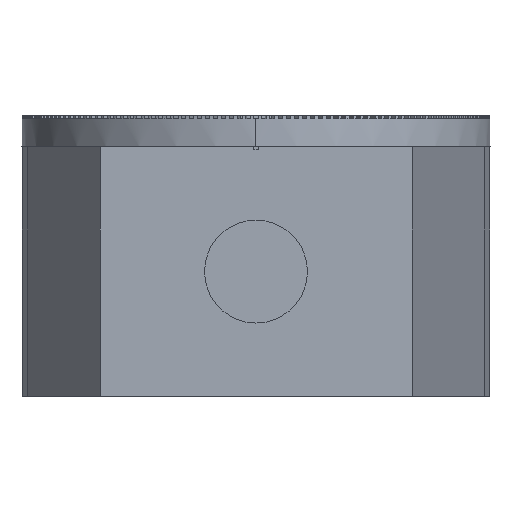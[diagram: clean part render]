
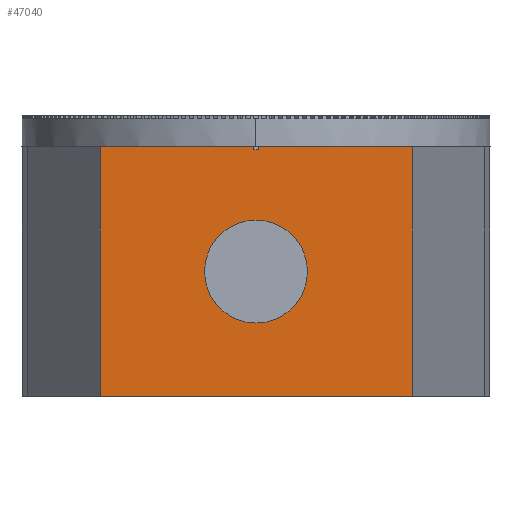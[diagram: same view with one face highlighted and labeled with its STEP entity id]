
A CAD part, front view. The second image highlights one B-rep face of the part: STEP entity #47040.
In plain terms, the highlighted face is planar.
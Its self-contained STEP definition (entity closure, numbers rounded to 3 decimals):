
#758 = AXIS2_PLACEMENT_3D ( 'NONE', #54773, #21063, #50574 ) ;
#789 = LINE ( 'NONE', #50202, #36896 ) ;
#1402 = CARTESIAN_POINT ( 'NONE',  ( -1.65, 4., 12. ) ) ;
#1698 = DIRECTION ( 'NONE',  ( 0., -1., 0. ) ) ;
#2077 = EDGE_CURVE ( 'NONE', #37507, #43565, #13090, .T. ) ;
#2133 = CARTESIAN_POINT ( 'NONE',  ( 5., 0., 12. ) ) ;
#2201 = VECTOR ( 'NONE', #34859, 1000. ) ;
#2859 = VECTOR ( 'NONE', #43048, 1000. ) ;
#3484 = CARTESIAN_POINT ( 'NONE',  ( -5., 0., 12. ) ) ;
#3507 = VERTEX_POINT ( 'NONE', #10830 ) ;
#3653 = ORIENTED_EDGE ( 'NONE', *, *, #29212, .F. ) ;
#3681 = ORIENTED_EDGE ( 'NONE', *, *, #47875, .T. ) ;
#4319 = VERTEX_POINT ( 'NONE', #59939 ) ;
#4592 = DIRECTION ( 'NONE',  ( 1., 0., 0. ) ) ;
#4905 = CARTESIAN_POINT ( 'NONE',  ( 0., 4., 12. ) ) ;
#5393 = VECTOR ( 'NONE', #42610, 1000. ) ;
#8399 = CARTESIAN_POINT ( 'NONE',  ( -5., 8., 12. ) ) ;
#8836 = CARTESIAN_POINT ( 'NONE',  ( -5., 8., 12. ) ) ;
#10327 = LINE ( 'NONE', #10646, #26406 ) ;
#10646 = CARTESIAN_POINT ( 'NONE',  ( -5., 0., 12. ) ) ;
#10830 = CARTESIAN_POINT ( 'NONE',  ( -0.075, 7.9, 12. ) ) ;
#12457 = CARTESIAN_POINT ( 'NONE',  ( -5., 8., 12. ) ) ;
#12615 = EDGE_LOOP ( 'NONE', ( #53468, #37641, #3681, #24057, #57800, #26968, #55134, #19382 ) ) ;
#13090 = LINE ( 'NONE', #12457, #5393 ) ;
#13963 = PLANE ( 'NONE',  #20471 ) ;
#14490 = CARTESIAN_POINT ( 'NONE',  ( 5., 8., 12. ) ) ;
#14865 = EDGE_CURVE ( 'NONE', #16000, #27391, #48165, .T. ) ;
#14926 = DIRECTION ( 'NONE',  ( -1., 0., 0. ) ) ;
#16000 = VERTEX_POINT ( 'NONE', #48253 ) ;
#17650 = VERTEX_POINT ( 'NONE', #37999 ) ;
#17720 = DIRECTION ( 'NONE',  ( 1., 0., 0. ) ) ;
#19382 = ORIENTED_EDGE ( 'NONE', *, *, #43903, .F. ) ;
#20471 = AXIS2_PLACEMENT_3D ( 'NONE', #8836, #28412, #23925 ) ;
#20668 = LINE ( 'NONE', #30296, #28939 ) ;
#21063 = DIRECTION ( 'NONE',  ( 0., 0., 1. ) ) ;
#22053 = AXIS2_PLACEMENT_3D ( 'NONE', #4905, #34750, #4592 ) ;
#22239 = EDGE_LOOP ( 'NONE', ( #42469, #3653 ) ) ;
#22334 = EDGE_CURVE ( 'NONE', #16000, #17650, #49299, .T. ) ;
#22998 = EDGE_CURVE ( 'NONE', #37507, #31700, #20668, .T. ) ;
#23925 = DIRECTION ( 'NONE',  ( -1., 0., 0. ) ) ;
#24057 = ORIENTED_EDGE ( 'NONE', *, *, #46925, .T. ) ;
#24936 = CARTESIAN_POINT ( 'NONE',  ( 0.075, 8., 12. ) ) ;
#26406 = VECTOR ( 'NONE', #59093, 1000. ) ;
#26968 = ORIENTED_EDGE ( 'NONE', *, *, #22998, .T. ) ;
#27391 = VERTEX_POINT ( 'NONE', #46889 ) ;
#28412 = DIRECTION ( 'NONE',  ( 0., 0., -1. ) ) ;
#28939 = VECTOR ( 'NONE', #1698, 1000. ) ;
#29212 = EDGE_CURVE ( 'NONE', #49575, #4319, #56904, .T. ) ;
#29500 = CIRCLE ( 'NONE', #758, 1.65 ) ;
#30296 = CARTESIAN_POINT ( 'NONE',  ( -5., 8., 12. ) ) ;
#31700 = VERTEX_POINT ( 'NONE', #3484 ) ;
#32273 = DIRECTION ( 'NONE',  ( 0., 1., 0. ) ) ;
#34750 = DIRECTION ( 'NONE',  ( 0., 0., 1. ) ) ;
#34859 = DIRECTION ( 'NONE',  ( 0., -1., 0. ) ) ;
#36388 = CARTESIAN_POINT ( 'NONE',  ( -5., 8., 12. ) ) ;
#36896 = VECTOR ( 'NONE', #14926, 1000. ) ;
#37507 = VERTEX_POINT ( 'NONE', #36388 ) ;
#37641 = ORIENTED_EDGE ( 'NONE', *, *, #22334, .T. ) ;
#37716 = FACE_BOUND ( 'NONE', #22239, .T. ) ;
#37999 = CARTESIAN_POINT ( 'NONE',  ( 0.075, 7.9, 12. ) ) ;
#38553 = LINE ( 'NONE', #14490, #2859 ) ;
#40961 = VECTOR ( 'NONE', #32273, 1000. ) ;
#42469 = ORIENTED_EDGE ( 'NONE', *, *, #60691, .F. ) ;
#42610 = DIRECTION ( 'NONE',  ( 1., 0., 0. ) ) ;
#43048 = DIRECTION ( 'NONE',  ( 0., -1., 0. ) ) ;
#43277 = VERTEX_POINT ( 'NONE', #2133 ) ;
#43565 = VERTEX_POINT ( 'NONE', #47306 ) ;
#43903 = EDGE_CURVE ( 'NONE', #27391, #43277, #38553, .T. ) ;
#46388 = CARTESIAN_POINT ( 'NONE',  ( -0.075, 8., 12. ) ) ;
#46709 = LINE ( 'NONE', #46388, #40961 ) ;
#46889 = CARTESIAN_POINT ( 'NONE',  ( 5., 8., 12. ) ) ;
#46925 = EDGE_CURVE ( 'NONE', #3507, #43565, #46709, .T. ) ;
#47040 = ADVANCED_FACE ( 'NONE', ( #62102, #37716 ), #13963, .F. ) ;
#47306 = CARTESIAN_POINT ( 'NONE',  ( -0.075, 8., 12. ) ) ;
#47875 = EDGE_CURVE ( 'NONE', #17650, #3507, #789, .T. ) ;
#48165 = LINE ( 'NONE', #8399, #61174 ) ;
#48253 = CARTESIAN_POINT ( 'NONE',  ( 0.075, 8., 12. ) ) ;
#49299 = LINE ( 'NONE', #24936, #2201 ) ;
#49575 = VERTEX_POINT ( 'NONE', #1402 ) ;
#50202 = CARTESIAN_POINT ( 'NONE',  ( -5., 7.9, 12. ) ) ;
#50574 = DIRECTION ( 'NONE',  ( 1., 0., 0. ) ) ;
#53468 = ORIENTED_EDGE ( 'NONE', *, *, #14865, .F. ) ;
#54773 = CARTESIAN_POINT ( 'NONE',  ( 0., 4., 12. ) ) ;
#55134 = ORIENTED_EDGE ( 'NONE', *, *, #60550, .T. ) ;
#56904 = CIRCLE ( 'NONE', #22053, 1.65 ) ;
#57800 = ORIENTED_EDGE ( 'NONE', *, *, #2077, .F. ) ;
#59093 = DIRECTION ( 'NONE',  ( 1., 0., 0. ) ) ;
#59939 = CARTESIAN_POINT ( 'NONE',  ( 1.65, 4., 12. ) ) ;
#60550 = EDGE_CURVE ( 'NONE', #31700, #43277, #10327, .T. ) ;
#60691 = EDGE_CURVE ( 'NONE', #4319, #49575, #29500, .T. ) ;
#61174 = VECTOR ( 'NONE', #17720, 1000. ) ;
#62102 = FACE_OUTER_BOUND ( 'NONE', #12615, .T. ) ;
